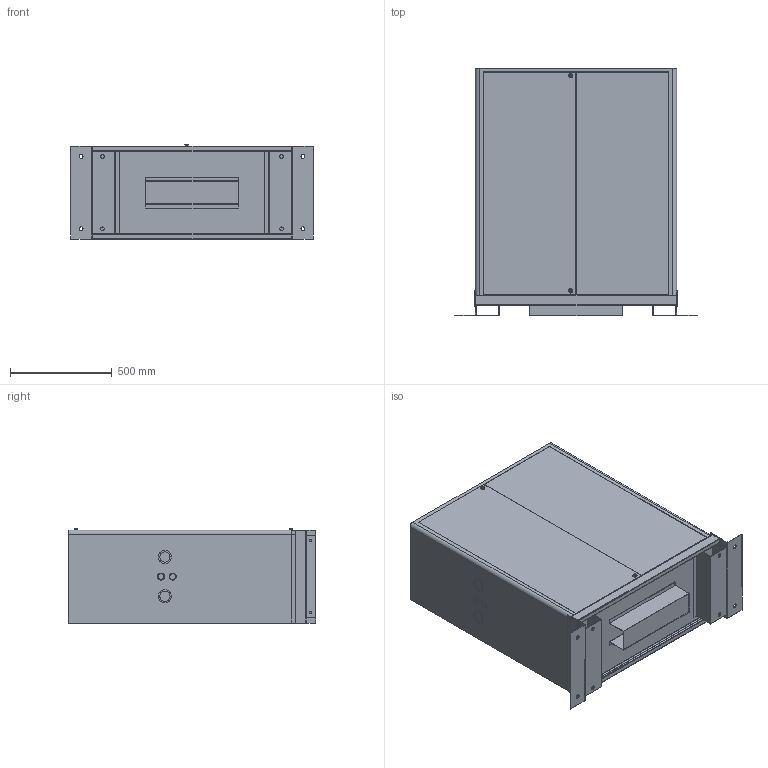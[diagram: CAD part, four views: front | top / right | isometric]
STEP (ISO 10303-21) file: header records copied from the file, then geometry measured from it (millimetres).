
FILE_DESCRIPTION (( 'STEP AP214' ), '1' );
FILE_NAME ('BattB-SM.STEP', '2025-09-12T21:01:39', ( '' ), ( '' ), 'SwSTEP 2.0', 'SolidWorks 2016', '' );
FILE_SCHEMA (( 'AUTOMOTIVE_DESIGN' ));
Length unit declared in the file: inch
Products named in the file (6): BatteryB Item 1; BattB-SM; WR Lock01; INV1B Item 1; 5088-025; BatteryB
Assembly tree (7 placements, depth 3):
  BattB-SM
    BatteryB
      INV1B Item 1
      BatteryB Item 1
      WR Lock01  x2
    5088-025  x2
Bounding box: 1193.8 x 1219.2 x 463.04 mm (x, y, z)
Volume: 509413017.2 mm3; surface area: 6846153.8 mm2
Topology: 9 solids, 9 shells, 330 faces, 716 edges, 440 vertices
Faces by surface type: plane 202, cylinder 124, cone 4
Entity records: 7924 total; most frequent: DIRECTION 1405, CARTESIAN_POINT 1279, ORIENTED_EDGE 1222, EDGE_CURVE 611, AXIS2_PLACEMENT_3D 504, LINE 397, VECTOR 397, VERTEX_POINT 378
